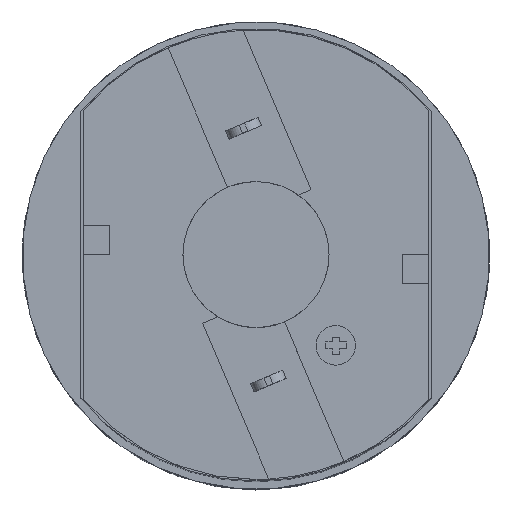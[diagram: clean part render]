
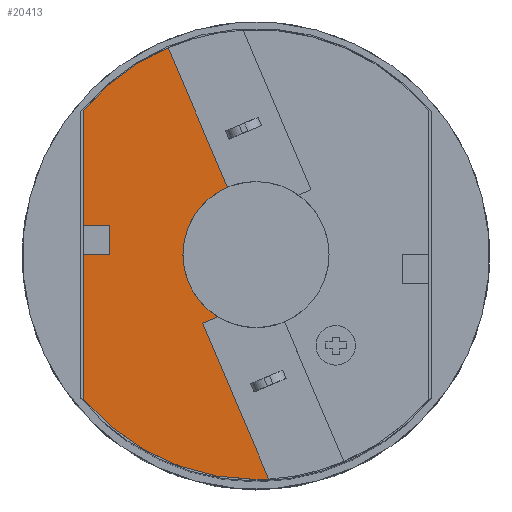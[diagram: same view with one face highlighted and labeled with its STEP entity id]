
A CAD part, top view. The second image highlights one B-rep face of the part: STEP entity #20413.
In plain terms, the highlighted planar face has unit normal (0, 0, 1).
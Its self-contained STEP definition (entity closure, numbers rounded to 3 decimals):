
#22 = EDGE_CURVE ( 'NONE', #36319, #27250, #27129, .T. ) ;
#240 = DIRECTION ( 'NONE',  ( -0.391, 0.921, 0. ) ) ;
#657 = CARTESIAN_POINT ( 'NONE',  ( -6.136, 0., 34.6 ) ) ;
#831 = CARTESIAN_POINT ( 'NONE',  ( 0., 0., 34.6 ) ) ;
#865 = DIRECTION ( 'NONE',  ( -1., 0., 0. ) ) ;
#1004 = EDGE_CURVE ( 'NONE', #38938, #6330, #28009, .T. ) ;
#1024 = VERTEX_POINT ( 'NONE', #13822 ) ;
#2534 = LINE ( 'NONE', #25899, #10154 ) ;
#2757 = ORIENTED_EDGE ( 'NONE', *, *, #1004, .T. ) ;
#3320 = CARTESIAN_POINT ( 'NONE',  ( -1.825, -2.355, 34.6 ) ) ;
#4079 = VERTEX_POINT ( 'NONE', #21847 ) ;
#5207 = VERTEX_POINT ( 'NONE', #6384 ) ;
#5345 = ORIENTED_EDGE ( 'NONE', *, *, #11533, .T. ) ;
#6330 = VERTEX_POINT ( 'NONE', #30767 ) ;
#6384 = CARTESIAN_POINT ( 'NONE',  ( -1.825, -2.355, 34.6 ) ) ;
#6455 = DIRECTION ( 'NONE',  ( 0., 0., 1. ) ) ;
#7079 = ORIENTED_EDGE ( 'NONE', *, *, #11623, .T. ) ;
#7111 = CARTESIAN_POINT ( 'NONE',  ( -3.009, 7.088, 34.6 ) ) ;
#7234 = CARTESIAN_POINT ( 'NONE',  ( 0.439, -7.687, 34.6 ) ) ;
#7790 = DIRECTION ( 'NONE',  ( 0., -1., 0. ) ) ;
#7886 = CIRCLE ( 'NONE', #25733, 2.5 ) ;
#8062 = VECTOR ( 'NONE', #865, 1000. ) ;
#9683 = EDGE_CURVE ( 'NONE', #23722, #10316, #23622, .T. ) ;
#9725 = CARTESIAN_POINT ( 'NONE',  ( 0., 0., 34.6 ) ) ;
#10154 = VECTOR ( 'NONE', #24636, 1000. ) ;
#10251 = DIRECTION ( 'NONE',  ( 0., 0., -1. ) ) ;
#10316 = VERTEX_POINT ( 'NONE', #7111 ) ;
#11068 = CARTESIAN_POINT ( 'NONE',  ( -5.9, 4.948, 34.6 ) ) ;
#11533 = EDGE_CURVE ( 'NONE', #6330, #27250, #19876, .T. ) ;
#11623 = EDGE_CURVE ( 'NONE', #4079, #24564, #23080, .T. ) ;
#12016 = CARTESIAN_POINT ( 'NONE',  ( -5., 1., 34.6 ) ) ;
#12024 = VECTOR ( 'NONE', #33363, 1000. ) ;
#12099 = EDGE_LOOP ( 'NONE', ( #16560, #34767, #7079, #12904, #2757, #5345, #20662, #23091, #27966, #15566, #25387, #17105 ) ) ;
#12571 = VECTOR ( 'NONE', #23806, 1000. ) ;
#12606 = VECTOR ( 'NONE', #7790, 1000. ) ;
#12730 = DIRECTION ( 'NONE',  ( 0., 0., -1. ) ) ;
#12904 = ORIENTED_EDGE ( 'NONE', *, *, #26919, .T. ) ;
#13540 = EDGE_CURVE ( 'NONE', #1024, #5207, #25398, .T. ) ;
#13806 = DIRECTION ( 'NONE',  ( 0., 0., -1. ) ) ;
#13822 = CARTESIAN_POINT ( 'NONE',  ( 0.439, -7.687, 34.6 ) ) ;
#14084 = CARTESIAN_POINT ( 'NONE',  ( -5.9, -5.146, 34.6 ) ) ;
#14221 = DIRECTION ( 'NONE',  ( 0., -1., 0. ) ) ;
#14245 = CARTESIAN_POINT ( 'NONE',  ( -0.977, 2.301, 34.6 ) ) ;
#15566 = ORIENTED_EDGE ( 'NONE', *, *, #16014, .T. ) ;
#15920 = CARTESIAN_POINT ( 'NONE',  ( -1.303, -2.134, 34.6 ) ) ;
#16014 = EDGE_CURVE ( 'NONE', #5207, #38677, #20863, .T. ) ;
#16560 = ORIENTED_EDGE ( 'NONE', *, *, #25836, .F. ) ;
#16949 = CARTESIAN_POINT ( 'NONE',  ( -5., 8.012, 34.6 ) ) ;
#17105 = ORIENTED_EDGE ( 'NONE', *, *, #9683, .T. ) ;
#18499 = CARTESIAN_POINT ( 'NONE',  ( 0., -7.7, 34.6 ) ) ;
#19876 = LINE ( 'NONE', #14084, #26716 ) ;
#20413 = ADVANCED_FACE ( 'NONE', ( #33403 ), #33988, .T. ) ;
#20662 = ORIENTED_EDGE ( 'NONE', *, *, #22, .F. ) ;
#20693 = CIRCLE ( 'NONE', #35386, 7.7 ) ;
#20863 = LINE ( 'NONE', #3320, #38336 ) ;
#20876 = CARTESIAN_POINT ( 'NONE',  ( -5., 0., 34.6 ) ) ;
#21633 = CARTESIAN_POINT ( 'NONE',  ( 0., 0., 34.6 ) ) ;
#21847 = CARTESIAN_POINT ( 'NONE',  ( -5.9, 1., 34.6 ) ) ;
#21927 = DIRECTION ( 'NONE',  ( 0., -1., 0. ) ) ;
#23080 = LINE ( 'NONE', #36535, #12024 ) ;
#23091 = ORIENTED_EDGE ( 'NONE', *, *, #37604, .F. ) ;
#23622 = LINE ( 'NONE', #14245, #12571 ) ;
#23722 = VERTEX_POINT ( 'NONE', #29211 ) ;
#23806 = DIRECTION ( 'NONE',  ( -0.391, 0.921, 0. ) ) ;
#24040 = CARTESIAN_POINT ( 'NONE',  ( -5.9, -4.948, 34.6 ) ) ;
#24553 = AXIS2_PLACEMENT_3D ( 'NONE', #29199, #13806, #14221 ) ;
#24564 = VERTEX_POINT ( 'NONE', #12016 ) ;
#24636 = DIRECTION ( 'NONE',  ( 0., -1., 0. ) ) ;
#25168 = DIRECTION ( 'NONE',  ( 0., 0., -1. ) ) ;
#25387 = ORIENTED_EDGE ( 'NONE', *, *, #33819, .T. ) ;
#25398 = LINE ( 'NONE', #7234, #31985 ) ;
#25733 = AXIS2_PLACEMENT_3D ( 'NONE', #831, #25168, #37344 ) ;
#25836 = EDGE_CURVE ( 'NONE', #33889, #10316, #26467, .T. ) ;
#25899 = CARTESIAN_POINT ( 'NONE',  ( -5.9, -5.146, 34.6 ) ) ;
#26467 = CIRCLE ( 'NONE', #28376, 7.7 ) ;
#26716 = VECTOR ( 'NONE', #35236, 1000. ) ;
#26919 = EDGE_CURVE ( 'NONE', #24564, #38938, #35113, .T. ) ;
#27129 = CIRCLE ( 'NONE', #24553, 7.7 ) ;
#27250 = VERTEX_POINT ( 'NONE', #24040 ) ;
#27651 = DIRECTION ( 'NONE',  ( 0.921, 0.391, 0. ) ) ;
#27966 = ORIENTED_EDGE ( 'NONE', *, *, #13540, .T. ) ;
#28009 = LINE ( 'NONE', #657, #8062 ) ;
#28376 = AXIS2_PLACEMENT_3D ( 'NONE', #9725, #12730, #21927 ) ;
#29193 = EDGE_CURVE ( 'NONE', #33889, #4079, #2534, .T. ) ;
#29199 = CARTESIAN_POINT ( 'NONE',  ( 0., 0., 34.6 ) ) ;
#29211 = CARTESIAN_POINT ( 'NONE',  ( -0.977, 2.301, 34.6 ) ) ;
#30767 = CARTESIAN_POINT ( 'NONE',  ( -5.9, 0., 34.6 ) ) ;
#31035 = DIRECTION ( 'NONE',  ( 0., -1., 0. ) ) ;
#31985 = VECTOR ( 'NONE', #240, 1000. ) ;
#33363 = DIRECTION ( 'NONE',  ( 1., 0., 0. ) ) ;
#33403 = FACE_OUTER_BOUND ( 'NONE', #12099, .T. ) ;
#33795 = CARTESIAN_POINT ( 'NONE',  ( -6.136, 8.012, 34.6 ) ) ;
#33819 = EDGE_CURVE ( 'NONE', #38677, #23722, #7886, .T. ) ;
#33889 = VERTEX_POINT ( 'NONE', #11068 ) ;
#33988 = PLANE ( 'NONE',  #37698 ) ;
#34767 = ORIENTED_EDGE ( 'NONE', *, *, #29193, .T. ) ;
#35113 = LINE ( 'NONE', #16949, #12606 ) ;
#35236 = DIRECTION ( 'NONE',  ( 0., -1., 0. ) ) ;
#35386 = AXIS2_PLACEMENT_3D ( 'NONE', #21633, #10251, #31035 ) ;
#36319 = VERTEX_POINT ( 'NONE', #18499 ) ;
#36535 = CARTESIAN_POINT ( 'NONE',  ( -6.136, 1., 34.6 ) ) ;
#36977 = DIRECTION ( 'NONE',  ( 1., 0., 0. ) ) ;
#37344 = DIRECTION ( 'NONE',  ( 0., -1., 0. ) ) ;
#37604 = EDGE_CURVE ( 'NONE', #1024, #36319, #20693, .T. ) ;
#37698 = AXIS2_PLACEMENT_3D ( 'NONE', #33795, #6455, #36977 ) ;
#38336 = VECTOR ( 'NONE', #27651, 1000. ) ;
#38677 = VERTEX_POINT ( 'NONE', #15920 ) ;
#38938 = VERTEX_POINT ( 'NONE', #20876 ) ;
